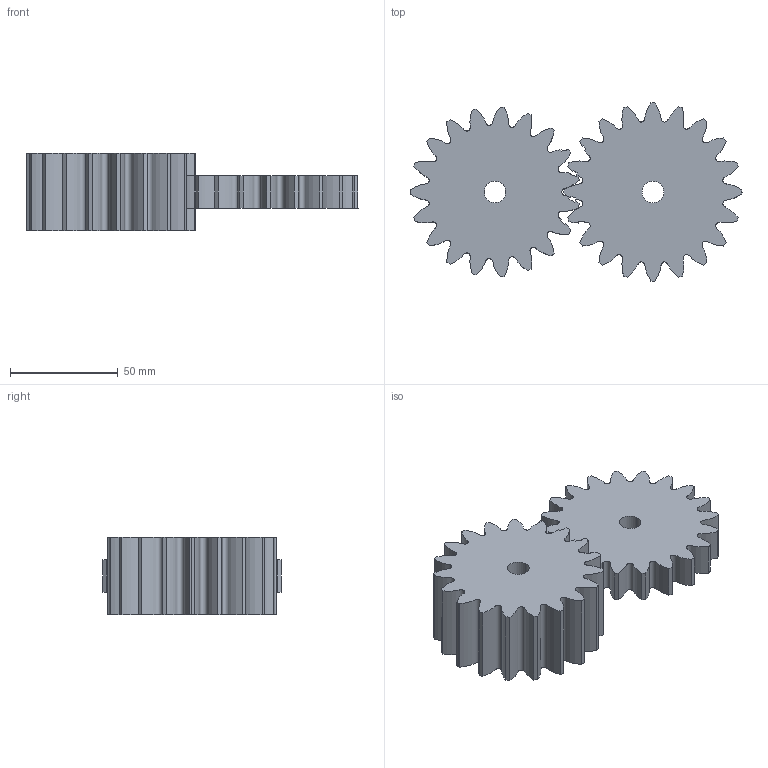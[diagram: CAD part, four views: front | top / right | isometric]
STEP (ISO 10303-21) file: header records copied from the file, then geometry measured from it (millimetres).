
FILE_DESCRIPTION(('CATIA V5 STEP Exchange'),'2;1');
FILE_NAME('4_damage.stp','2025-08-05T05:47:38+00:00',('none'),('none'),'CATIA Version 5 Release 21 GA (IN-10)','CATIA V5 STEP AP203','none');
FILE_SCHEMA(('CONFIG_CONTROL_DESIGN'));
Length unit declared in the file: millimetre
Products named in the file (1): 4
Assembly tree (2 placements, depth 2):
  4
    #58
    #6251
Bounding box: 153.75 x 82.5 x 36 mm (x, y, z)
Volume: 198082.1 mm3; surface area: 39914.9 mm2
Topology: 2 solids, 2 shells, 119 faces, 345 edges, 230 vertices
Faces by surface type: bspline 47, cylinder 44, plane 28
Entity records: 12542 total; most frequent: CARTESIAN_POINT 9779, ORIENTED_EDGE 690, EDGE_CURVE 345, DIRECTION 332, VERTEX_POINT 230, B_SPLINE_CURVE_WITH_KNOTS 165, AXIS2_PLACEMENT_3D 164, EDGE_LOOP 123
